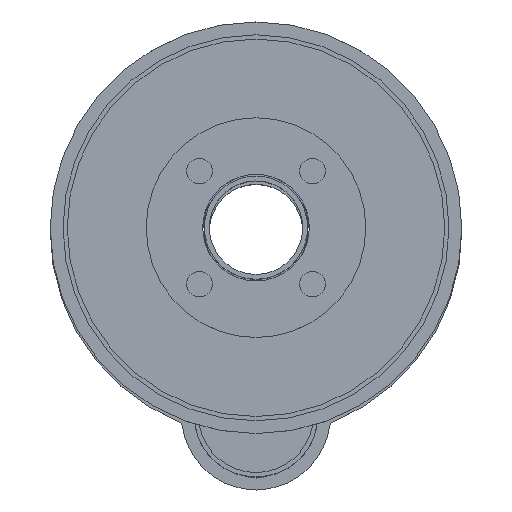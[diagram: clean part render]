
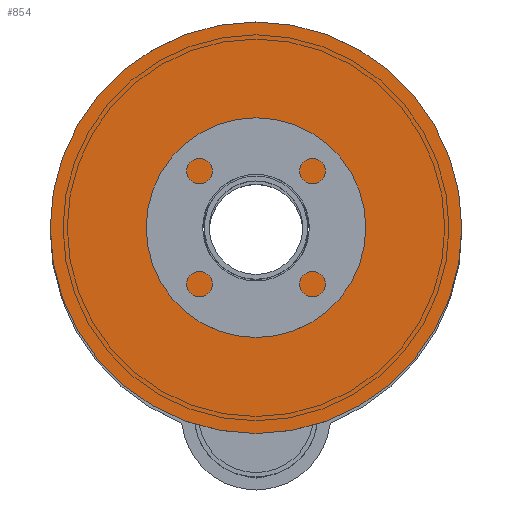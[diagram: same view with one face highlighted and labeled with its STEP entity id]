
A CAD part, top view. The second image highlights one B-rep face of the part: STEP entity #854.
In plain terms, the highlighted planar face has unit normal (0, 0, 1).
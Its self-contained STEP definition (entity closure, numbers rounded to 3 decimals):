
#124=PLANE('',#982);
#180=FACE_BOUND('',#353,.T.);
#240=FACE_OUTER_BOUND('',#352,.T.);
#352=EDGE_LOOP('',(#758));
#353=EDGE_LOOP('',(#759));
#416=CIRCLE('',#977,25.2);
#418=CIRCLE('',#980,96.5);
#492=VERTEX_POINT('',#1468);
#494=VERTEX_POINT('',#1473);
#582=EDGE_CURVE('',#492,#492,#416,.T.);
#584=EDGE_CURVE('',#494,#494,#418,.T.);
#758=ORIENTED_EDGE('',*,*,#584,.F.);
#759=ORIENTED_EDGE('',*,*,#582,.T.);
#854=ADVANCED_FACE('',(#240,#180),#124,.F.);
#977=AXIS2_PLACEMENT_3D('',#1469,#1234,#1235);
#980=AXIS2_PLACEMENT_3D('',#1474,#1240,#1241);
#982=AXIS2_PLACEMENT_3D('',#1477,#1244,#1245);
#1234=DIRECTION('center_axis',(0.,0.,-1.));
#1235=DIRECTION('ref_axis',(-1.,0.,0.));
#1240=DIRECTION('center_axis',(0.,0.,-1.));
#1241=DIRECTION('ref_axis',(-1.,0.,0.));
#1244=DIRECTION('center_axis',(0.,0.,-1.));
#1245=DIRECTION('ref_axis',(-1.,0.,0.));
#1468=CARTESIAN_POINT('',(25.2,0.,903.));
#1469=CARTESIAN_POINT('Origin',(0.,0.,903.));
#1473=CARTESIAN_POINT('',(96.5,0.,903.));
#1474=CARTESIAN_POINT('Origin',(0.,0.,903.));
#1477=CARTESIAN_POINT('Origin',(0.,0.,903.));
